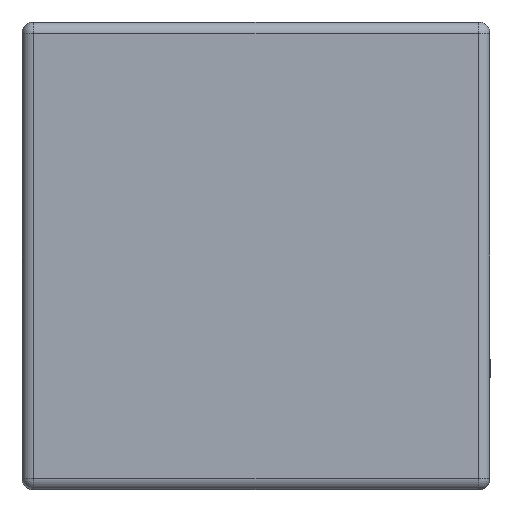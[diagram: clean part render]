
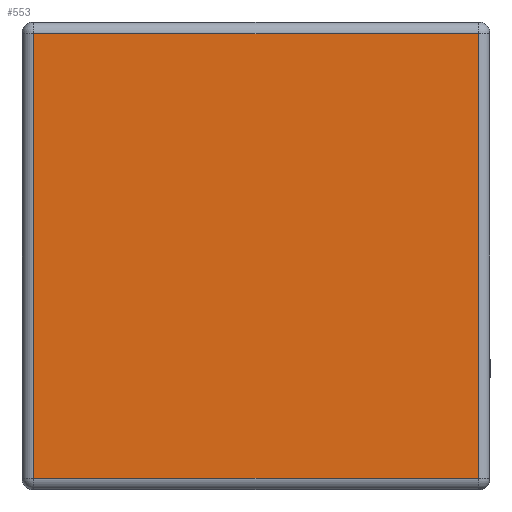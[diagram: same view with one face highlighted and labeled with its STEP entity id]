
A CAD part, left-side view. The second image highlights one B-rep face of the part: STEP entity #553.
In plain terms, the highlighted planar face has unit normal (-1, 0, 0).
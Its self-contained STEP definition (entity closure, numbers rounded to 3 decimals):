
#107 = DIRECTION ( 'NONE',  ( 0., 0., -1. ) ) ;
#476 = VECTOR ( 'NONE', #1899, 1000. ) ;
#492 = CARTESIAN_POINT ( 'NONE',  ( -0.8, -0.38, 0.8 ) ) ;
#508 = VECTOR ( 'NONE', #1761, 1000. ) ;
#553 = ADVANCED_FACE ( 'NONE', ( #1019 ), #1505, .T. ) ;
#575 = VERTEX_POINT ( 'NONE', #777 ) ;
#729 = LINE ( 'NONE', #492, #508 ) ;
#750 = DIRECTION ( 'NONE',  ( 0., 0., 1. ) ) ;
#777 = CARTESIAN_POINT ( 'NONE',  ( -0.8, -0.38, 0.02 ) ) ;
#839 = EDGE_CURVE ( 'NONE', #1375, #575, #1277, .T. ) ;
#849 = LINE ( 'NONE', #1850, #1021 ) ;
#952 = VERTEX_POINT ( 'NONE', #1515 ) ;
#1019 = FACE_OUTER_BOUND ( 'NONE', #2865, .T. ) ;
#1021 = VECTOR ( 'NONE', #107, 1000. ) ;
#1160 = ORIENTED_EDGE ( 'NONE', *, *, #2328, .T. ) ;
#1277 = LINE ( 'NONE', #1295, #1987 ) ;
#1295 = CARTESIAN_POINT ( 'NONE',  ( -0.8, -0.4, 0.02 ) ) ;
#1375 = VERTEX_POINT ( 'NONE', #2443 ) ;
#1505 = PLANE ( 'NONE',  #3159 ) ;
#1515 = CARTESIAN_POINT ( 'NONE',  ( -0.8, -0.38, 0.78 ) ) ;
#1616 = CARTESIAN_POINT ( 'NONE',  ( -0.8, 0.38, 0.78 ) ) ;
#1761 = DIRECTION ( 'NONE',  ( 0., 0., 1. ) ) ;
#1850 = CARTESIAN_POINT ( 'NONE',  ( -0.8, 0.38, 0. ) ) ;
#1899 = DIRECTION ( 'NONE',  ( 0., 1., 0. ) ) ;
#1987 = VECTOR ( 'NONE', #2292, 1000. ) ;
#2056 = CARTESIAN_POINT ( 'NONE',  ( -0.8, 0., 0.4 ) ) ;
#2147 = CARTESIAN_POINT ( 'NONE',  ( -0.8, 0.4, 0.78 ) ) ;
#2148 = ORIENTED_EDGE ( 'NONE', *, *, #2231, .T. ) ;
#2231 = EDGE_CURVE ( 'NONE', #575, #952, #729, .T. ) ;
#2292 = DIRECTION ( 'NONE',  ( 0., -1., 0. ) ) ;
#2328 = EDGE_CURVE ( 'NONE', #2350, #1375, #849, .T. ) ;
#2350 = VERTEX_POINT ( 'NONE', #1616 ) ;
#2367 = ORIENTED_EDGE ( 'NONE', *, *, #839, .T. ) ;
#2434 = ORIENTED_EDGE ( 'NONE', *, *, #2669, .T. ) ;
#2443 = CARTESIAN_POINT ( 'NONE',  ( -0.8, 0.38, 0.02 ) ) ;
#2669 = EDGE_CURVE ( 'NONE', #952, #2350, #2681, .T. ) ;
#2681 = LINE ( 'NONE', #2147, #476 ) ;
#2865 = EDGE_LOOP ( 'NONE', ( #2434, #1160, #2367, #2148 ) ) ;
#3021 = DIRECTION ( 'NONE',  ( -1., 0., 0. ) ) ;
#3159 = AXIS2_PLACEMENT_3D ( 'NONE', #2056, #3021, #750 ) ;
